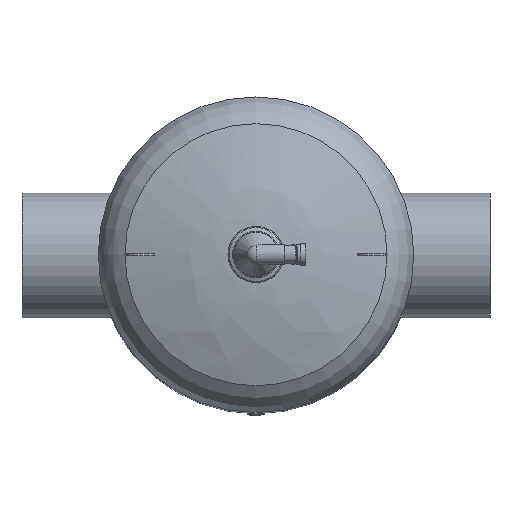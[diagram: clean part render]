
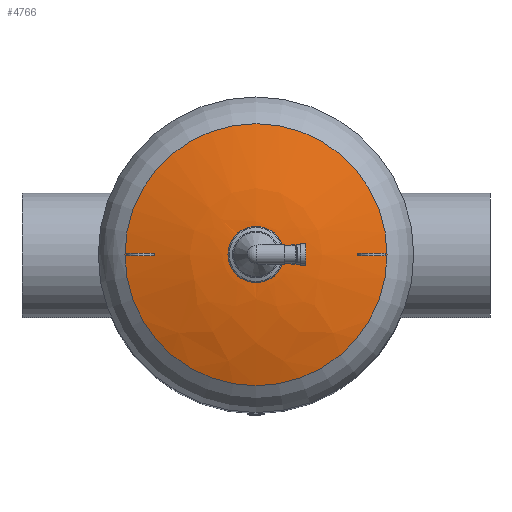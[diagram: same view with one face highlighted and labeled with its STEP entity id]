
A CAD part, top view. The second image highlights one B-rep face of the part: STEP entity #4766.
In plain terms, the highlighted free-form (B-spline) face has degree [2, 2] with [3, 9] control points.
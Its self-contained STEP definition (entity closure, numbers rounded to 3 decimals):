
#913=(
BOUNDED_CURVE()
B_SPLINE_CURVE(2,(#7284,#7285,#7286),.UNSPECIFIED.,.F.,.F.)
B_SPLINE_CURVE_WITH_KNOTS((3,3),(1.233,1.574),
 .UNSPECIFIED.)
CURVE()
GEOMETRIC_REPRESENTATION_ITEM()
RATIONAL_B_SPLINE_CURVE((1.,0.986,1.))
REPRESENTATION_ITEM($)
);
#919=(
BOUNDED_SURFACE()
B_SPLINE_SURFACE(2,2,((#7252,#7253,#7254,#7255,#7256,#7257,#7258,#7259,
#7260),(#7261,#7262,#7263,#7264,#7265,#7266,#7267,#7268,#7269),(#7270,#7271,
#7272,#7273,#7274,#7275,#7276,#7277,#7278)),.UNSPECIFIED.,.F.,.T.,.F.)
B_SPLINE_SURFACE_WITH_KNOTS((3,3),(3,2,2,2,3),(-1.574,-1.233),
(-3.142,-1.571,0.,1.571,3.142),
 .UNSPECIFIED.)
GEOMETRIC_REPRESENTATION_ITEM()
RATIONAL_B_SPLINE_SURFACE(((1.,0.707,1.,0.707,1.,
0.707,1.,0.707,1.),(0.986,0.697,
0.986,0.697,0.986,0.697,
0.986,0.697,0.986),(1.,0.707,
1.,0.707,1.,0.707,1.,0.707,1.)))
REPRESENTATION_ITEM($)
SURFACE()
);
#1182=FACE_OUTER_BOUND($,#1494,.T.);
#1494=EDGE_LOOP($,(#3273,#3274,#3275,#3276));
#1853=CIRCLE($,#5119,147.);
#1854=CIRCLE($,#5120,147.);
#2095=VERTEX_POINT($,#7279);
#2096=VERTEX_POINT($,#7280);
#2097=VERTEX_POINT($,#7283);
#2569=EDGE_CURVE($,#2095,#2096,#1853,.T.);
#2570=EDGE_CURVE($,#2096,#2095,#1854,.T.);
#2571=EDGE_CURVE($,#2096,#2097,#913,.T.);
#3273=ORIENTED_EDGE($,*,*,#2569,.F.);
#3274=ORIENTED_EDGE($,*,*,#2570,.F.);
#3275=ORIENTED_EDGE($,*,*,#2571,.T.);
#3276=ORIENTED_EDGE($,*,*,#2571,.F.);
#4766=ADVANCED_FACE($,(#1182),#919,.F.);
#5119=AXIS2_PLACEMENT_3D($,#7281,#5695,#5696);
#5120=AXIS2_PLACEMENT_3D($,#7282,#5697,#5698);
#5695=DIRECTION('center_axis',(0.,0.,
-1.));
#5696=DIRECTION('ref_axis',(1.,0.,0.));
#5697=DIRECTION('center_axis',(0.,0.,
-1.));
#5698=DIRECTION('ref_axis',(1.,0.,0.));
#7252=CARTESIAN_POINT('Ctrl Pts',(0.,0.,
923.5));
#7253=CARTESIAN_POINT('Ctrl Pts',(0.,0.,
923.5));
#7254=CARTESIAN_POINT('Ctrl Pts',(0.,0.,
923.5));
#7255=CARTESIAN_POINT('Ctrl Pts',(0.,0.,
923.5));
#7256=CARTESIAN_POINT('Ctrl Pts',(0.,0.,
923.5));
#7257=CARTESIAN_POINT('Ctrl Pts',(0.,0.,
923.5));
#7258=CARTESIAN_POINT('Ctrl Pts',(0.,0.,
923.5));
#7259=CARTESIAN_POINT('Ctrl Pts',(0.,0.,
923.5));
#7260=CARTESIAN_POINT('Ctrl Pts',(0.,0.,
923.5));
#7261=CARTESIAN_POINT('Ctrl Pts',(0.,-75.632,
923.732));
#7262=CARTESIAN_POINT('Ctrl Pts',(-75.632,-75.632,923.732));
#7263=CARTESIAN_POINT('Ctrl Pts',(-75.632,0.,
923.732));
#7264=CARTESIAN_POINT('Ctrl Pts',(-75.632,75.632,923.732));
#7265=CARTESIAN_POINT('Ctrl Pts',(0.,75.632,
923.732));
#7266=CARTESIAN_POINT('Ctrl Pts',(75.632,75.632,923.732));
#7267=CARTESIAN_POINT('Ctrl Pts',(75.632,0.,
923.732));
#7268=CARTESIAN_POINT('Ctrl Pts',(75.632,-75.632,923.732));
#7269=CARTESIAN_POINT('Ctrl Pts',(0.,-75.632,
923.732));
#7270=CARTESIAN_POINT('Ctrl Pts',(0.,-147.,898.694));
#7271=CARTESIAN_POINT('Ctrl Pts',(-147.,-147.,898.694));
#7272=CARTESIAN_POINT('Ctrl Pts',(-147.,0.,898.694));
#7273=CARTESIAN_POINT('Ctrl Pts',(-147.,147.,898.694));
#7274=CARTESIAN_POINT('Ctrl Pts',(0.,147.,898.694));
#7275=CARTESIAN_POINT('Ctrl Pts',(147.,147.,898.694));
#7276=CARTESIAN_POINT('Ctrl Pts',(147.,0.,898.694));
#7277=CARTESIAN_POINT('Ctrl Pts',(147.,-147.,898.694));
#7278=CARTESIAN_POINT('Ctrl Pts',(0.,-147.,898.694));
#7279=CARTESIAN_POINT('',(-147.,0.,898.694));
#7280=CARTESIAN_POINT('',(0.,-147.,898.694));
#7281=CARTESIAN_POINT('Origin',(0.,0.,898.694));
#7282=CARTESIAN_POINT('Origin',(0.,0.,898.694));
#7283=CARTESIAN_POINT('',(0.,0.,923.5));
#7284=CARTESIAN_POINT('Ctrl Pts',(0.,-147.,898.694));
#7285=CARTESIAN_POINT('Ctrl Pts',(0.,-75.632,
923.732));
#7286=CARTESIAN_POINT('Ctrl Pts',(0.,0.,
923.5));
